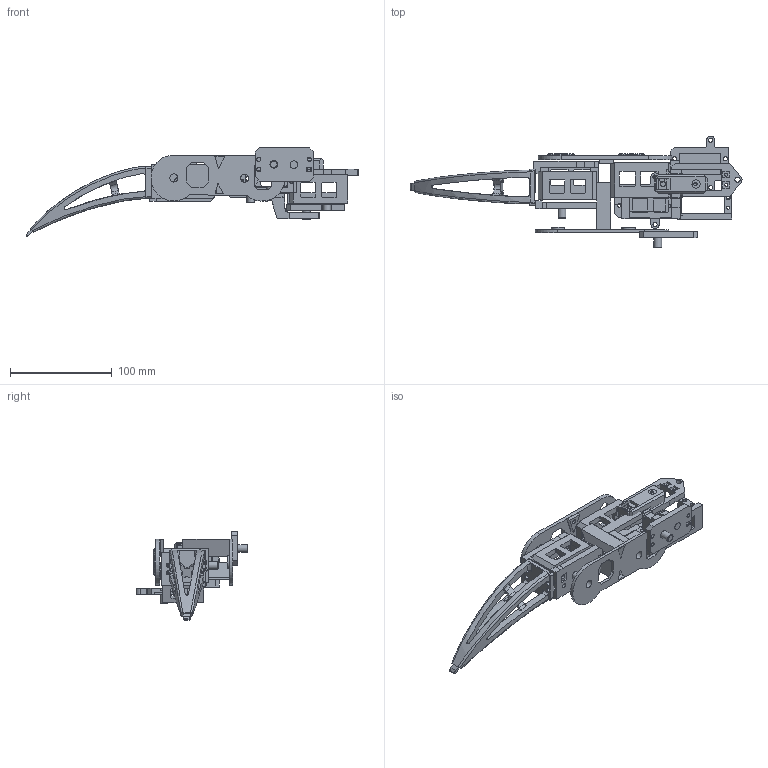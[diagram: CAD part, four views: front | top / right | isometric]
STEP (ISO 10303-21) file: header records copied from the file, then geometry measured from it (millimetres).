
FILE_DESCRIPTION(/* description */ (''),/* implementation_level */ '2;1');
FILE_NAME(/* name */ 'MY HEXAPOD LEG.step',/* time_stamp */ '2025-07-07T13:35:09+03:00',/* author */ (''),/* organization */ (''),/* preprocessor_version */ 'ST-DEVELOPER v20.1',/* originating_system */ 'Autodesk Translation Framework v14.10.0.0',/* authorisation */ '');
FILE_SCHEMA (('AUTOMOTIVE_DESIGN { 1 0 10303 214 3 1 1 }'));
Length unit declared in the file: millimetre
Products named in the file (15): MY HEXAPOD LEG; 3.0; 3.1; 2.2; 2.0; HORN ; 1.1; 1.2; 2.1; 1.0; 3.2; TIBIA; FEMUR COVER 1; FEMUR COVER; 1.2 (1)
Assembly tree (14 placements, depth 2):
  MY HEXAPOD LEG
    3.0
    3.1
    2.2
    2.0
    HORN 
    1.1
    1.2
    2.1
    1.0
    3.2
    TIBIA
    FEMUR COVER 1
    FEMUR COVER
    1.2 (1)
Bounding box: 326.24 x 110.05 x 86.66 mm (x, y, z)
Volume: 192180.3 mm3; surface area: 125238.7 mm2
Topology: 15 solids, 15 shells, 949 faces, 2646 edges, 1734 vertices
Faces by surface type: plane 743, cylinder 132, bspline 66, torus 4, cone 4
Full cylindrical faces by diameter (mm): 3 x12, 3.2 x2, 3.4 x1, 4 x46, 5 x2, 5.1 x1, 7.5 x5, 8 x3, 8.039 x2, 13 x2, 20.7 x1, 20.72 x1, 25 x1, 27 x1
Entity records: 36046 total; most frequent: CARTESIAN_POINT 11048, ORIENTED_EDGE 5292, DIRECTION 4666, EDGE_CURVE 2646, LINE 2096, VECTOR 2096, VERTEX_POINT 1734, AXIS2_PLACEMENT_3D 1285
